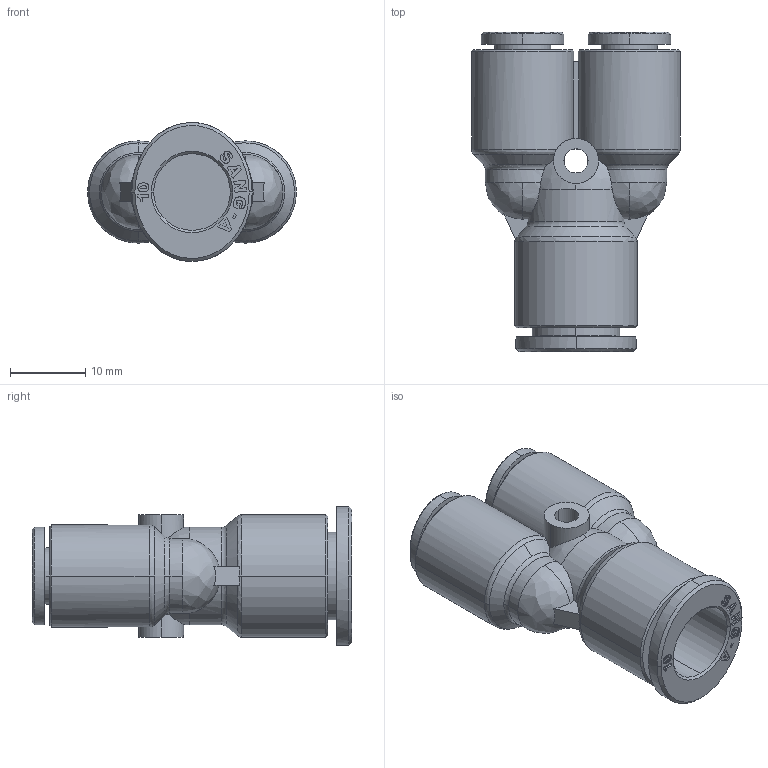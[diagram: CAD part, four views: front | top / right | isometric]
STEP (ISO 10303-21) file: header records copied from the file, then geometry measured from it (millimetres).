
FILE_DESCRIPTION (( 'STEP AP214' ), '1' );
FILE_NAME ('PW10-06.stp', '2015-08-20T09:08:36', ( '' ), ( '' ), 'SwSTEP 2.0', 'SolidWorks 2015', '' );
FILE_SCHEMA (( 'AUTOMOTIVE_DESIGN' ));
Length unit declared in the file: millimetre
Products named in the file (2): ｦ+ﾃｦ1; PW10-06
Assembly tree (1 placements, depth 2):
  PW10-06
    ｦ+ﾃｦ1
Bounding box: 27.8 x 42.55 x 18.5 mm (x, y, z)
Volume: 7395.2 mm3; surface area: 5295.6 mm2
Topology: 1 solids, 1 shells, 887 faces, 2513 edges, 1668 vertices
Faces by surface type: plane 727, bspline 87, cylinder 48, cone 20, torus 5
Entity records: 32420 total; most frequent: CARTESIAN_POINT 9391, ORIENTED_EDGE 5026, DIRECTION 4024, EDGE_CURVE 2513, LINE 2136, VECTOR 2136, VERTEX_POINT 1668, AXIS2_PLACEMENT_3D 944
